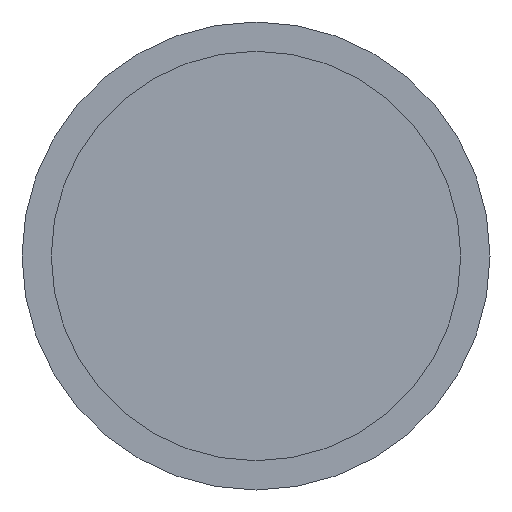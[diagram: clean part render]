
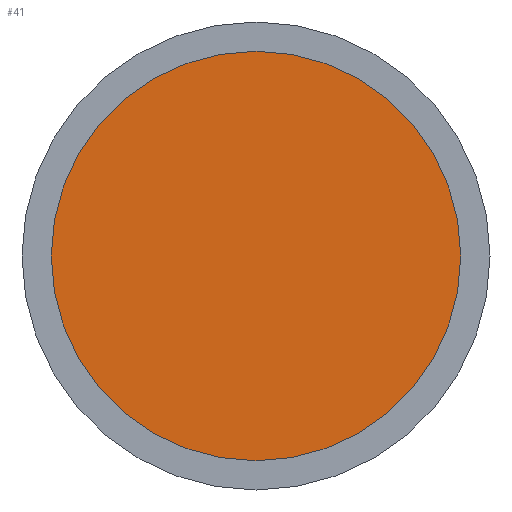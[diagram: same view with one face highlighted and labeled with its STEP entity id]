
A CAD part, front view. The second image highlights one B-rep face of the part: STEP entity #41.
In plain terms, the highlighted planar face has unit normal (0, -1, 0).
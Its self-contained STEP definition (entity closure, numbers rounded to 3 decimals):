
#41 = ADVANCED_FACE( '', ( #85 ), #86, .F. );
#85 = FACE_OUTER_BOUND( '', #134, .T. );
#86 = PLANE( '', #135 );
#134 = EDGE_LOOP( '', ( #183 ) );
#135 = AXIS2_PLACEMENT_3D( '', #184, #185, #186 );
#183 = ORIENTED_EDGE( '', *, *, #236, .F. );
#184 = CARTESIAN_POINT( '', ( 0., -9., 0. ) );
#185 = DIRECTION( '', ( 0., 1., 0. ) );
#186 = DIRECTION( '', ( 0., 0., 1. ) );
#236 = EDGE_CURVE( '', #260, #260, #261, .T. );
#260 = VERTEX_POINT( '', #291 );
#261 = CIRCLE( '', #292, 17.5 );
#291 = CARTESIAN_POINT( '', ( 17.5, -9., 0. ) );
#292 = AXIS2_PLACEMENT_3D( '', #321, #322, #323 );
#321 = CARTESIAN_POINT( '', ( 0., -9., 0. ) );
#322 = DIRECTION( '', ( 0., 1., 0. ) );
#323 = DIRECTION( '', ( 1., 0., 0. ) );
